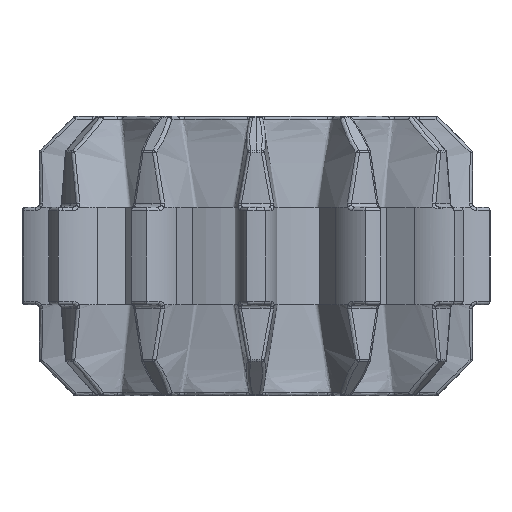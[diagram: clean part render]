
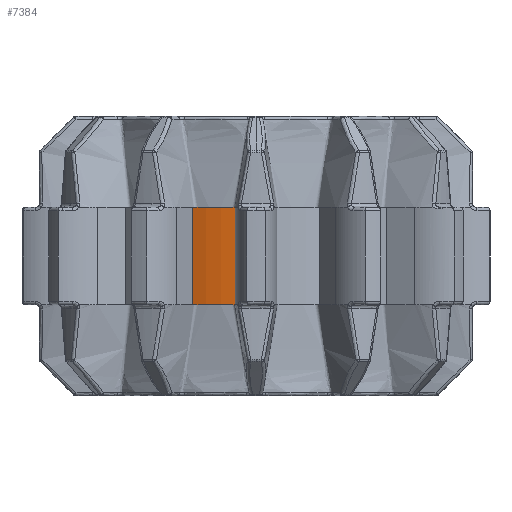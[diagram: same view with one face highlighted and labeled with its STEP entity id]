
A CAD part, left-side view. The second image highlights one B-rep face of the part: STEP entity #7384.
In plain terms, the highlighted cylindrical face has radius 4.7 mm (diameter 9.4 mm), a partial arc.
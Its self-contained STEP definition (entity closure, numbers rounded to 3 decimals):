
#503 = VECTOR ( 'NONE', #11869, 1000. ) ;
#1120 = AXIS2_PLACEMENT_3D ( 'NONE', #25934, #10864, #37935 ) ;
#2334 = CIRCLE ( 'NONE', #39151, 4.7 ) ;
#2918 = CARTESIAN_POINT ( 'NONE',  ( -4.337, 1.811, -9. ) ) ;
#2975 = VERTEX_POINT ( 'NONE', #38882 ) ;
#6713 = CARTESIAN_POINT ( 'NONE',  ( 0., 0., -5.4 ) ) ;
#7384 = ADVANCED_FACE ( 'NONE', ( #15070 ), #34412, .T. ) ;
#7909 = ORIENTED_EDGE ( 'NONE', *, *, #14139, .F. ) ;
#10864 = DIRECTION ( 'NONE',  ( 0., 0., 1. ) ) ;
#11470 = ORIENTED_EDGE ( 'NONE', *, *, #30514, .F. ) ;
#11869 = DIRECTION ( 'NONE',  ( 0., 0., 1. ) ) ;
#12402 = DIRECTION ( 'NONE',  ( 1., 0., 0. ) ) ;
#14139 = EDGE_CURVE ( 'NONE', #14600, #31110, #19054, .T. ) ;
#14600 = VERTEX_POINT ( 'NONE', #23348 ) ;
#15070 = FACE_OUTER_BOUND ( 'NONE', #29291, .T. ) ;
#15303 = DIRECTION ( 'NONE',  ( 0., 0., -1. ) ) ;
#15664 = LINE ( 'NONE', #2918, #33602 ) ;
#17303 = DIRECTION ( 'NONE',  ( -1., 0., 0. ) ) ;
#17571 = DIRECTION ( 'NONE',  ( 0., 0., 1. ) ) ;
#18103 = DIRECTION ( 'NONE',  ( 0., 0., 1. ) ) ;
#18644 = VERTEX_POINT ( 'NONE', #21847 ) ;
#19054 = CIRCLE ( 'NONE', #20002, 4.7 ) ;
#20002 = AXIS2_PLACEMENT_3D ( 'NONE', #32463, #17571, #17303 ) ;
#21847 = CARTESIAN_POINT ( 'NONE',  ( -4.662, 0.6, -5.4 ) ) ;
#22187 = ORIENTED_EDGE ( 'NONE', *, *, #31087, .T. ) ;
#23348 = CARTESIAN_POINT ( 'NONE',  ( -4.337, 1.811, -2.6 ) ) ;
#25101 = LINE ( 'NONE', #36049, #503 ) ;
#25934 = CARTESIAN_POINT ( 'NONE',  ( 0., 0., -9. ) ) ;
#27311 = ORIENTED_EDGE ( 'NONE', *, *, #33094, .F. ) ;
#29291 = EDGE_LOOP ( 'NONE', ( #27311, #22187, #7909, #11470 ) ) ;
#30514 = EDGE_CURVE ( 'NONE', #2975, #14600, #15664, .T. ) ;
#31087 = EDGE_CURVE ( 'NONE', #18644, #31110, #25101, .T. ) ;
#31110 = VERTEX_POINT ( 'NONE', #35909 ) ;
#32463 = CARTESIAN_POINT ( 'NONE',  ( 0., 0., -2.6 ) ) ;
#33094 = EDGE_CURVE ( 'NONE', #18644, #2975, #2334, .T. ) ;
#33602 = VECTOR ( 'NONE', #18103, 1000. ) ;
#34412 = CYLINDRICAL_SURFACE ( 'NONE', #1120, 4.7 ) ;
#35909 = CARTESIAN_POINT ( 'NONE',  ( -4.662, 0.6, -2.6 ) ) ;
#36049 = CARTESIAN_POINT ( 'NONE',  ( -4.662, 0.6, -9. ) ) ;
#37935 = DIRECTION ( 'NONE',  ( 0.5, 0.866, 0. ) ) ;
#38882 = CARTESIAN_POINT ( 'NONE',  ( -4.337, 1.811, -5.4 ) ) ;
#39151 = AXIS2_PLACEMENT_3D ( 'NONE', #6713, #15303, #12402 ) ;
